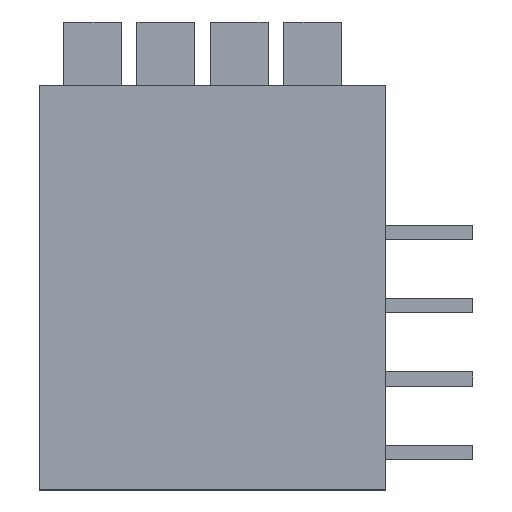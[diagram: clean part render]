
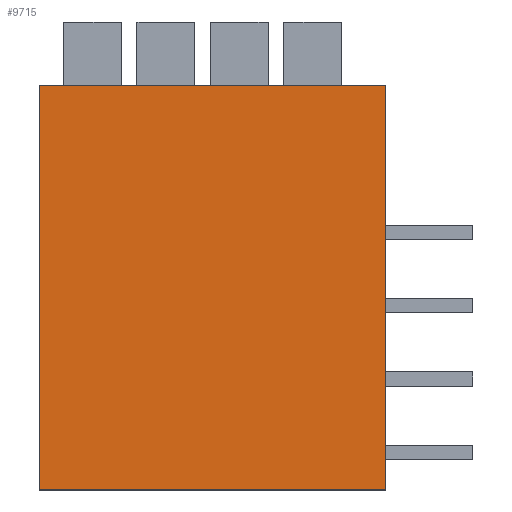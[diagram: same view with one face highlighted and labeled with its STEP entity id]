
A CAD part, left-side view. The second image highlights one B-rep face of the part: STEP entity #9715.
In plain terms, the highlighted planar face has unit normal (-1, 0, 0).
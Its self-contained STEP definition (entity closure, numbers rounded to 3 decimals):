
#2362 = EDGE_CURVE ( 'NONE', #3498, #9693, #3467, .T. ) ;
#3460 = DIRECTION ( 'NONE',  ( 0., 0., 1. ) ) ;
#3461 = VECTOR ( 'NONE', #3460, 1000. ) ;
#3462 = CARTESIAN_POINT ( 'NONE',  ( -2.54, -6., 0. ) ) ;
#3467 = LINE ( 'NONE', #3462, #3461 ) ;
#3498 = VERTEX_POINT ( 'NONE', #3656 ) ;
#3549 = EDGE_CURVE ( 'NONE', #3498, #9628, #3647, .T. ) ;
#3644 = DIRECTION ( 'NONE',  ( 0., 1., 0. ) ) ;
#3645 = VECTOR ( 'NONE', #3644, 1000. ) ;
#3646 = CARTESIAN_POINT ( 'NONE',  ( -2.54, -14.484, -7. ) ) ;
#3647 = LINE ( 'NONE', #3646, #3645 ) ;
#3656 = CARTESIAN_POINT ( 'NONE',  ( -2.54, -6., -7. ) ) ;
#4018 = DIRECTION ( 'NONE',  ( 0., 0., 1. ) ) ;
#4019 = VECTOR ( 'NONE', #4018, 1000. ) ;
#4020 = CARTESIAN_POINT ( 'NONE',  ( -2.54, 6., 0. ) ) ;
#4021 = LINE ( 'NONE', #4020, #4019 ) ;
#4027 = CARTESIAN_POINT ( 'NONE',  ( -2.54, 6., 7. ) ) ;
#4028 = CARTESIAN_POINT ( 'NONE',  ( -2.54, 6., -7. ) ) ;
#4214 = DIRECTION ( 'NONE',  ( 0., 1., 0. ) ) ;
#4215 = VECTOR ( 'NONE', #4214, 1000. ) ;
#4216 = CARTESIAN_POINT ( 'NONE',  ( -2.54, -14.484, 7. ) ) ;
#4217 = LINE ( 'NONE', #4216, #4215 ) ;
#4230 = CARTESIAN_POINT ( 'NONE',  ( -2.54, -6., 7. ) ) ;
#4241 = DIRECTION ( 'NONE',  ( 0., 0., 1. ) ) ;
#4242 = DIRECTION ( 'NONE',  ( -1., 0., 0. ) ) ;
#4243 = CARTESIAN_POINT ( 'NONE',  ( -2.54, -14.484, 0. ) ) ;
#4244 = AXIS2_PLACEMENT_3D ( 'NONE', #4243, #4242, #4241 ) ;
#4247 = PLANE ( 'NONE',  #4244 ) ;
#4263 = FACE_OUTER_BOUND ( 'NONE', #9713, .T. ) ;
#9628 = VERTEX_POINT ( 'NONE', #4028 ) ;
#9629 = VERTEX_POINT ( 'NONE', #4027 ) ;
#9633 = EDGE_CURVE ( 'NONE', #9628, #9629, #4021, .T. ) ;
#9693 = VERTEX_POINT ( 'NONE', #4230 ) ;
#9702 = EDGE_CURVE ( 'NONE', #9693, #9629, #4217, .T. ) ;
#9706 = ORIENTED_EDGE ( 'NONE', *, *, #9633, .F. ) ;
#9707 = ORIENTED_EDGE ( 'NONE', *, *, #9702, .T. ) ;
#9713 = EDGE_LOOP ( 'NONE', ( #9714, #9707, #9706, #16705 ) ) ;
#9714 = ORIENTED_EDGE ( 'NONE', *, *, #2362, .T. ) ;
#9715 = ADVANCED_FACE ( 'NONE', ( #4263 ), #4247, .T. ) ;
#16705 = ORIENTED_EDGE ( 'NONE', *, *, #3549, .F. ) ;
